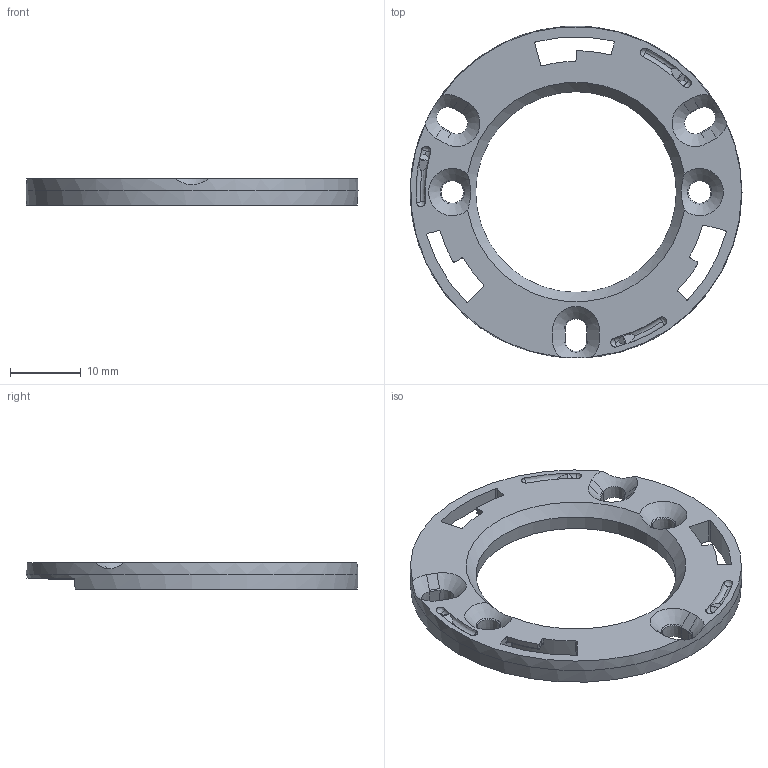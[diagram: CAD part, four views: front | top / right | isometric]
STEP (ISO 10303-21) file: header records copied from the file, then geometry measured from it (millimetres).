
FILE_DESCRIPTION(('STEP AP242'),'1');
FILE_NAME('LLH66B6.stp','2025-03-18T08:58:15',(' '),(' '),'Spatial InterOp 3D',' ',' ');
FILE_SCHEMA(('AP242_MANAGED_MODEL_BASED_3D_ENGINEERING_MIM_LF {1 0 10303 442 1 1 4}'));
Length unit declared in the file: millimetre
Products named in the file (1): LLH66B6
Bounding box: 46.99 x 46.95 x 3.68 mm (x, y, z)
Volume: 2920.2 mm3; surface area: 3131.4 mm2
Topology: 1 solids, 1 shells, 323 faces, 899 edges, 582 vertices
Faces by surface type: extrusion 122, plane 103, bspline 33, cone 33, torus 15, cylinder 11, sphere 6
Entity records: 14533 total; most frequent: CARTESIAN_POINT 4363, ORIENTED_EDGE 1768, DIRECTION 1146, EDGE_CURVE 884, VERTEX_POINT 583, B_SPLINE_CURVE_WITH_KNOTS 491, VECTOR 466, EDGE_LOOP 361
